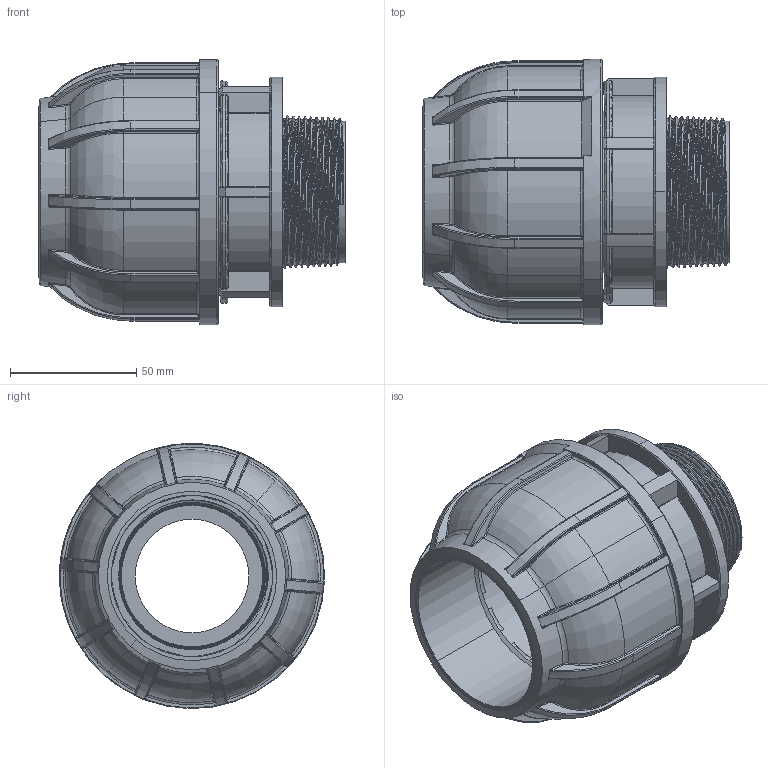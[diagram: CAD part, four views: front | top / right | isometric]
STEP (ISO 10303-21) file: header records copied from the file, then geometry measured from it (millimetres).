
FILE_DESCRIPTION (( 'STEP AP203' ), '1' );
FILE_NAME ('R211.063.002.step', '2013-11-19T09:11:54', ( 'Alusic' ), ( 'Alusic' ), 'SwSTEP 2.0', 'SolidWorks 2011', '' );
FILE_SCHEMA (( 'CONFIG_CONTROL_DESIGN' ));
Products named in the file (1): R211.063.002
Bounding box: 121.3 x 104.97 x 104.97 mm (x, y, z)
Surface area: 97070.7 mm2 (no closed solid volume)
Topology: 0 solids, 20 shells, 779 faces, 2691 edges, 1846 vertices
Faces by surface type: cylinder 233, bspline 172, plane 171, torus 162, cone 37, sphere 4
Entity records: 53144 total; most frequent: CARTESIAN_POINT 32348, ORIENTED_EDGE 4514, DIRECTION 3816, EDGE_CURVE 2691, VERTEX_POINT 1846, AXIS2_PLACEMENT_3D 1591, B_SPLINE_CURVE_WITH_KNOTS 1031, CIRCLE 983
